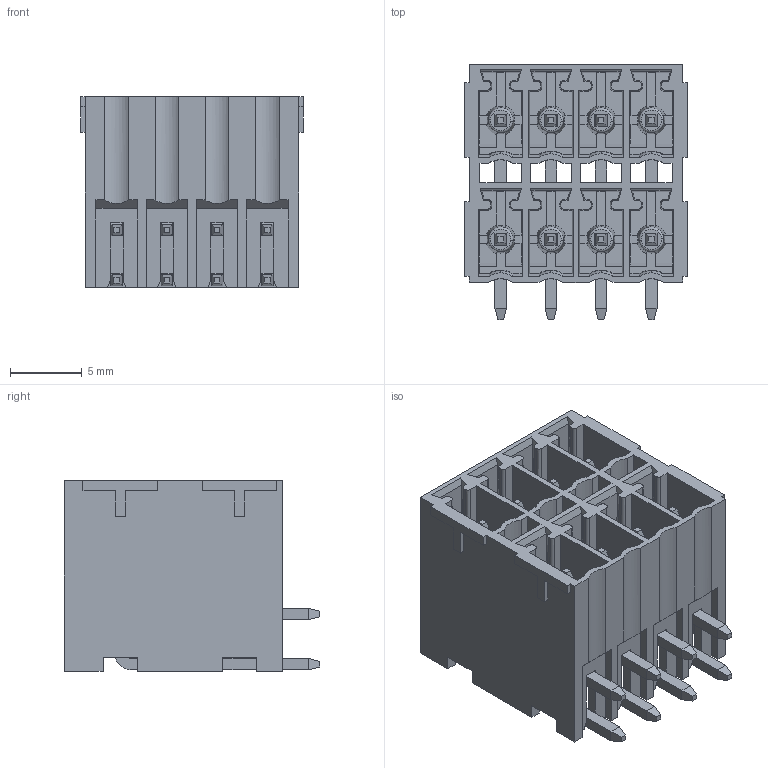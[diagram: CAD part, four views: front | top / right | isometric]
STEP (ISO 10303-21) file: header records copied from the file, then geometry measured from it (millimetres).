
FILE_DESCRIPTION (( 'STEP AP214' ), '1' );
FILE_NAME ('CUI_DEVICES_TBP03R12-350-04BK.step', '2021-12-16T01:01:57', ( '' ), ( '' ), 'SwSTEP 2.0', 'SolidWorks 2021', '' );
FILE_SCHEMA (( 'AUTOMOTIVE_DESIGN' ));
Length unit declared in the file: millimetre
Products named in the file (1): CUI_DEVICES_TBP03R12-350-04BK
Bounding box: 15.5 x 17.8 x 13.3 mm (x, y, z)
Volume: 1325.9 mm3; surface area: 4068.8 mm2
Topology: 1 solids, 1 shells, 954 faces, 2632 edges, 1704 vertices
Faces by surface type: plane 842, cone 72, cylinder 24, torus 16
Entity records: 32170 total; most frequent: CARTESIAN_POINT 6071, ORIENTED_EDGE 5264, DIRECTION 4630, EDGE_CURVE 2632, LINE 2136, VECTOR 2136, VERTEX_POINT 1704, AXIS2_PLACEMENT_3D 1247
